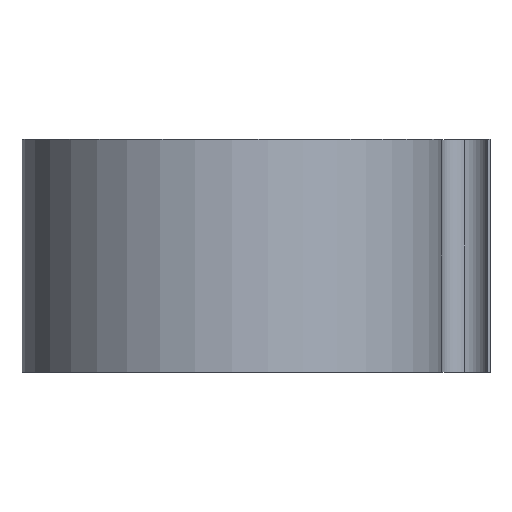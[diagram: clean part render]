
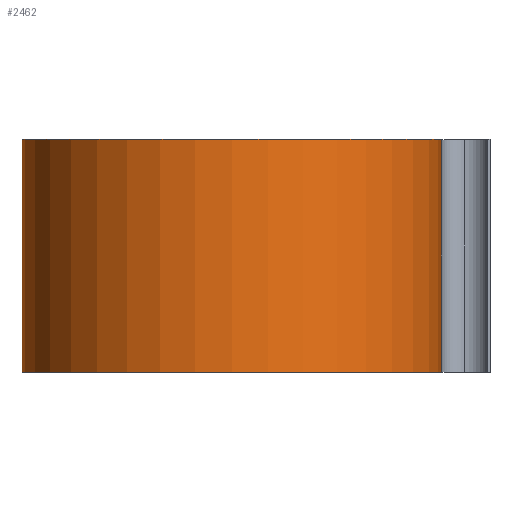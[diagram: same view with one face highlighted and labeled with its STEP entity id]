
A CAD part, top view. The second image highlights one B-rep face of the part: STEP entity #2462.
In plain terms, the highlighted cylindrical face has radius 13.505 mm (diameter 27.01 mm), a partial arc.
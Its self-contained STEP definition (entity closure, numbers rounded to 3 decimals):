
#581 = FACE_OUTER_BOUND ( 'NONE', #4928, .T. ) ;
#631 = CARTESIAN_POINT ( 'NONE',  ( -13.505, 15., 0. ) ) ;
#697 = VERTEX_POINT ( 'NONE', #631 ) ;
#705 = EDGE_CURVE ( 'NONE', #697, #1527, #1086, .T. ) ;
#788 = ORIENTED_EDGE ( 'NONE', *, *, #705, .T. ) ;
#926 = EDGE_CURVE ( 'NONE', #1527, #4719, #1264, .T. ) ;
#1086 = LINE ( 'NONE', #5077, #4644 ) ;
#1139 = ORIENTED_EDGE ( 'NONE', *, *, #926, .T. ) ;
#1198 = DIRECTION ( 'NONE',  ( 0., -1., 0. ) ) ;
#1264 = CIRCLE ( 'NONE', #5066, 13.505 ) ;
#1527 = VERTEX_POINT ( 'NONE', #2522 ) ;
#1588 = CARTESIAN_POINT ( 'NONE',  ( 0., 0., 0. ) ) ;
#1671 = LINE ( 'NONE', #4470, #3610 ) ;
#1999 = DIRECTION ( 'NONE',  ( 0., 1., 0. ) ) ;
#2237 = ORIENTED_EDGE ( 'NONE', *, *, #2743, .F. ) ;
#2332 = EDGE_CURVE ( 'NONE', #3483, #4719, #1671, .T. ) ;
#2447 = DIRECTION ( 'NONE',  ( 0., 1., 0. ) ) ;
#2462 = ADVANCED_FACE ( 'NONE', ( #581 ), #3335, .T. ) ;
#2522 = CARTESIAN_POINT ( 'NONE',  ( -13.505, 0., 0. ) ) ;
#2743 = EDGE_CURVE ( 'NONE', #697, #3483, #5214, .T. ) ;
#2799 = CARTESIAN_POINT ( 'NONE',  ( 0., 15., 0. ) ) ;
#3196 = DIRECTION ( 'NONE',  ( 1., 0., 0. ) ) ;
#3281 = CARTESIAN_POINT ( 'NONE',  ( 0., 15., 0. ) ) ;
#3335 = CYLINDRICAL_SURFACE ( 'NONE', #3949, 13.505 ) ;
#3387 = DIRECTION ( 'NONE',  ( 0., -1., 0. ) ) ;
#3483 = VERTEX_POINT ( 'NONE', #3849 ) ;
#3610 = VECTOR ( 'NONE', #1198, 1000. ) ;
#3849 = CARTESIAN_POINT ( 'NONE',  ( 13.505, 15., 0. ) ) ;
#3949 = AXIS2_PLACEMENT_3D ( 'NONE', #3281, #3387, #4899 ) ;
#4470 = CARTESIAN_POINT ( 'NONE',  ( 13.505, 15., 0. ) ) ;
#4624 = ORIENTED_EDGE ( 'NONE', *, *, #2332, .F. ) ;
#4628 = DIRECTION ( 'NONE',  ( 0., -1., 0. ) ) ;
#4644 = VECTOR ( 'NONE', #4628, 1000. ) ;
#4699 = CARTESIAN_POINT ( 'NONE',  ( 13.505, 0., 0. ) ) ;
#4719 = VERTEX_POINT ( 'NONE', #4699 ) ;
#4864 = DIRECTION ( 'NONE',  ( 1., 0., 0. ) ) ;
#4899 = DIRECTION ( 'NONE',  ( 0., 0., -1. ) ) ;
#4928 = EDGE_LOOP ( 'NONE', ( #1139, #4624, #2237, #788 ) ) ;
#5066 = AXIS2_PLACEMENT_3D ( 'NONE', #1588, #1999, #3196 ) ;
#5077 = CARTESIAN_POINT ( 'NONE',  ( -13.505, 15., 0. ) ) ;
#5130 = AXIS2_PLACEMENT_3D ( 'NONE', #2799, #2447, #4864 ) ;
#5214 = CIRCLE ( 'NONE', #5130, 13.505 ) ;
